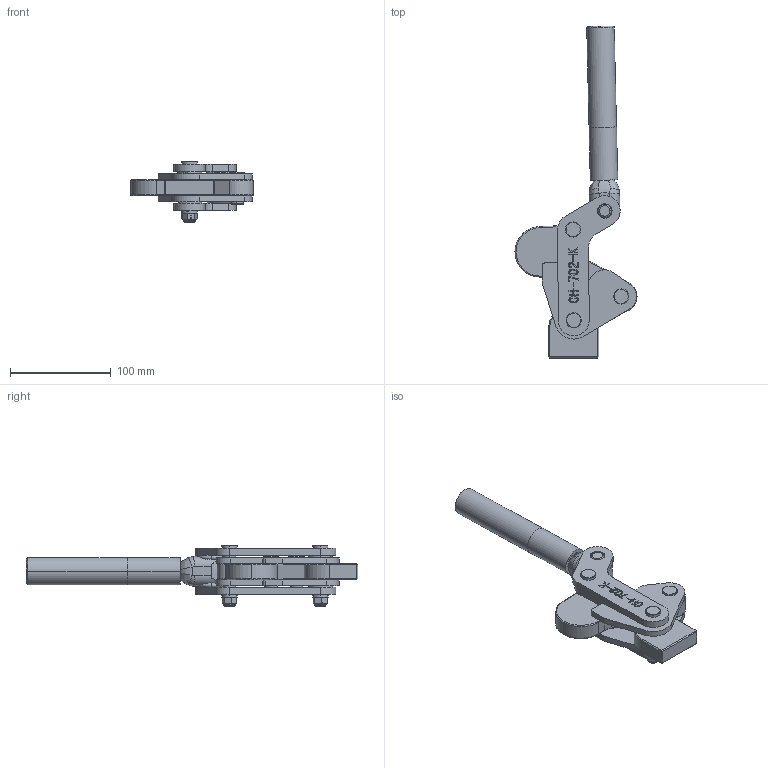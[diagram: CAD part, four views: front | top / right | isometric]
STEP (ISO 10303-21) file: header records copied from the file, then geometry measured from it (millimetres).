
FILE_DESCRIPTION (( 'STEP AP203' ), '1' );
FILE_NAME ('CH-702-K.STEP', '2017-12-08T02:37:45', ( 'Windows' ), ( 'Microsoft' ), 'SwSTEP 2.0', 'SolidWorks 2015', '' );
FILE_SCHEMA (( 'CONFIG_CONTROL_DESIGN' ));
Length unit declared in the file: millimetre
Products named in the file (15): 702-K-07; 702-K-01; 702-K-04; 702-K-02; 702-K-14; 702-K-05; 702-K-06; 702-K-08; 702-K-10; 702-K-03; 702-K-15; 702-K-09; CH-702-K; 702-K-12; 702-K-13
Assembly tree (20 placements, depth 2):
  CH-702-K
    702-K-01
    702-K-02
    702-K-05
    702-K-08
    702-K-03
    702-K-09
    702-K-12  x2
    702-K-13  x2
    702-K-07  x2
    702-K-04
    702-K-14  x2
    702-K-06  x2
    702-K-10
    702-K-15  x2
Bounding box: 120.95 x 328.71 x 61 mm (x, y, z)
Volume: 327038.5 mm3; surface area: 127910.8 mm2
Topology: 25 solids, 25 shells, 2593 faces, 7389 edges, 4884 vertices
Faces by surface type: plane 1547, cylinder 749, bspline 176, cone 94, torus 27
Entity records: 66939 total; most frequent: CARTESIAN_POINT 19194, ORIENTED_EDGE 9976, DIRECTION 9306, EDGE_CURVE 4988, VERTEX_POINT 3293, AXIS2_PLACEMENT_3D 3116, LINE 3074, VECTOR 3074
